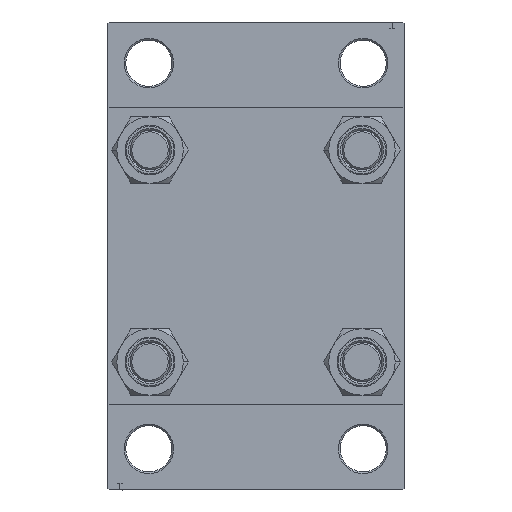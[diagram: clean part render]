
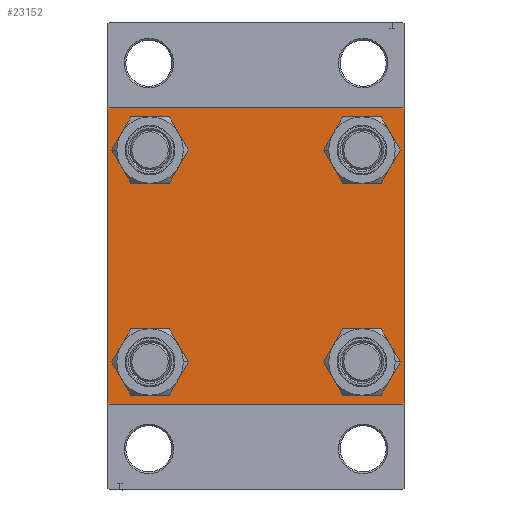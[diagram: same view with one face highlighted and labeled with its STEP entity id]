
A CAD part, left-side view. The second image highlights one B-rep face of the part: STEP entity #23152.
In plain terms, the highlighted planar face has unit normal (-1, 0, 0).
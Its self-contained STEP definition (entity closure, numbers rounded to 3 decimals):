
#379 = EDGE_CURVE ( 'NONE', #17771, #14055, #30077, .T. ) ;
#852 = AXIS2_PLACEMENT_3D ( 'NONE', #25866, #18173, #39874 ) ;
#1671 = LINE ( 'NONE', #34902, #2091 ) ;
#1702 = EDGE_CURVE ( 'NONE', #2342, #30418, #30144, .T. ) ;
#1780 = ORIENTED_EDGE ( 'NONE', *, *, #33156, .T. ) ;
#2011 = EDGE_CURVE ( 'NONE', #30311, #28573, #18570, .T. ) ;
#2091 = VECTOR ( 'NONE', #12033, 1000. ) ;
#2342 = VERTEX_POINT ( 'NONE', #37075 ) ;
#2744 = ORIENTED_EDGE ( 'NONE', *, *, #20967, .F. ) ;
#2908 = CARTESIAN_POINT ( 'NONE',  ( 0., -32.15, 32.15 ) ) ;
#2944 = PLANE ( 'NONE',  #5213 ) ;
#3270 = EDGE_LOOP ( 'NONE', ( #21303, #20118 ) ) ;
#3642 = VECTOR ( 'NONE', #36438, 1000. ) ;
#3777 = DIRECTION ( 'NONE',  ( 1., 0., 0. ) ) ;
#4042 = EDGE_CURVE ( 'NONE', #46691, #28573, #42591, .T. ) ;
#4373 = VERTEX_POINT ( 'NONE', #36253 ) ;
#5213 = AXIS2_PLACEMENT_3D ( 'NONE', #39563, #25094, #32563 ) ;
#5231 = ORIENTED_EDGE ( 'NONE', *, *, #30767, .T. ) ;
#5283 = CARTESIAN_POINT ( 'NONE',  ( 0., 44.75, -44.75 ) ) ;
#5933 = VERTEX_POINT ( 'NONE', #30457 ) ;
#6329 = FACE_BOUND ( 'NONE', #3270, .T. ) ;
#6381 = CARTESIAN_POINT ( 'NONE',  ( 0., -32.15, 32.15 ) ) ;
#6519 = LINE ( 'NONE', #39051, #33717 ) ;
#7679 = ORIENTED_EDGE ( 'NONE', *, *, #30490, .T. ) ;
#10374 = DIRECTION ( 'NONE',  ( 0., 0., 1. ) ) ;
#10570 = CARTESIAN_POINT ( 'NONE',  ( 0., 32.15, 38.65 ) ) ;
#10812 = CARTESIAN_POINT ( 'NONE',  ( 0., -32.15, -38.65 ) ) ;
#10870 = ORIENTED_EDGE ( 'NONE', *, *, #379, .T. ) ;
#11132 = CIRCLE ( 'NONE', #16528, 6.5 ) ;
#11245 = DIRECTION ( 'NONE',  ( 0., 0., 1. ) ) ;
#12033 = DIRECTION ( 'NONE',  ( 0., -1., 0. ) ) ;
#12262 = EDGE_CURVE ( 'NONE', #13258, #14522, #11132, .T. ) ;
#12298 = EDGE_CURVE ( 'NONE', #30418, #2342, #29592, .T. ) ;
#12309 = VERTEX_POINT ( 'NONE', #25536 ) ;
#12335 = CARTESIAN_POINT ( 'NONE',  ( 0., 32.15, 32.15 ) ) ;
#12407 = EDGE_LOOP ( 'NONE', ( #19485, #18911, #22686, #15941, #28111, #28052, #2744, #7679 ) ) ;
#13258 = VERTEX_POINT ( 'NONE', #10570 ) ;
#14022 = FACE_BOUND ( 'NONE', #22468, .T. ) ;
#14055 = VERTEX_POINT ( 'NONE', #10812 ) ;
#14202 = CARTESIAN_POINT ( 'NONE',  ( 0., 44.75, 44.75 ) ) ;
#14257 = FACE_BOUND ( 'NONE', #37115, .T. ) ;
#14522 = VERTEX_POINT ( 'NONE', #19769 ) ;
#14586 = CARTESIAN_POINT ( 'NONE',  ( 0., 32.15, -38.65 ) ) ;
#14696 = AXIS2_PLACEMENT_3D ( 'NONE', #36782, #3777, #11245 ) ;
#15015 = VERTEX_POINT ( 'NONE', #23440 ) ;
#15941 = ORIENTED_EDGE ( 'NONE', *, *, #4042, .T. ) ;
#16268 = VERTEX_POINT ( 'NONE', #19784 ) ;
#16528 = AXIS2_PLACEMENT_3D ( 'NONE', #12335, #16889, #46286 ) ;
#16543 = VECTOR ( 'NONE', #19968, 1000. ) ;
#16889 = DIRECTION ( 'NONE',  ( 1., 0., 0. ) ) ;
#17492 = AXIS2_PLACEMENT_3D ( 'NONE', #37720, #41097, #22531 ) ;
#17771 = VERTEX_POINT ( 'NONE', #18724 ) ;
#18173 = DIRECTION ( 'NONE',  ( 1., 0., 0. ) ) ;
#18570 = LINE ( 'NONE', #22190, #41676 ) ;
#18724 = CARTESIAN_POINT ( 'NONE',  ( 0., -32.15, -25.65 ) ) ;
#18911 = ORIENTED_EDGE ( 'NONE', *, *, #38484, .T. ) ;
#19172 = EDGE_CURVE ( 'NONE', #14522, #13258, #28290, .T. ) ;
#19485 = ORIENTED_EDGE ( 'NONE', *, *, #24348, .T. ) ;
#19769 = CARTESIAN_POINT ( 'NONE',  ( 0., 32.15, 25.65 ) ) ;
#19784 = CARTESIAN_POINT ( 'NONE',  ( 0., 44.5, 45. ) ) ;
#19968 = DIRECTION ( 'NONE',  ( 0., -0.707, -0.707 ) ) ;
#20118 = ORIENTED_EDGE ( 'NONE', *, *, #19172, .T. ) ;
#20344 = CARTESIAN_POINT ( 'NONE',  ( 0., -45., -44.5 ) ) ;
#20967 = EDGE_CURVE ( 'NONE', #16268, #15015, #1671, .T. ) ;
#21303 = ORIENTED_EDGE ( 'NONE', *, *, #12262, .T. ) ;
#21595 = CIRCLE ( 'NONE', #852, 6.5 ) ;
#22190 = CARTESIAN_POINT ( 'NONE',  ( 0., -45., 45. ) ) ;
#22468 = EDGE_LOOP ( 'NONE', ( #33968, #36301 ) ) ;
#22531 = DIRECTION ( 'NONE',  ( 0., 0., 1. ) ) ;
#22659 = AXIS2_PLACEMENT_3D ( 'NONE', #28667, #29144, #28437 ) ;
#22686 = ORIENTED_EDGE ( 'NONE', *, *, #30528, .T. ) ;
#23152 = ADVANCED_FACE ( 'NONE', ( #14022, #14257, #42944, #6329, #39097 ), #2944, .T. ) ;
#23440 = CARTESIAN_POINT ( 'NONE',  ( 0., -44.5, 45. ) ) ;
#23573 = LINE ( 'NONE', #5283, #16543 ) ;
#24348 = EDGE_CURVE ( 'NONE', #5933, #44058, #6519, .T. ) ;
#24571 = DIRECTION ( 'NONE',  ( 0., 0.707, -0.707 ) ) ;
#24677 = AXIS2_PLACEMENT_3D ( 'NONE', #28580, #32429, #28349 ) ;
#24829 = ORIENTED_EDGE ( 'NONE', *, *, #37306, .T. ) ;
#25094 = DIRECTION ( 'NONE',  ( -1., 0., 0. ) ) ;
#25536 = CARTESIAN_POINT ( 'NONE',  ( 0., 44.5, -45. ) ) ;
#25595 = VECTOR ( 'NONE', #31505, 1000. ) ;
#25866 = CARTESIAN_POINT ( 'NONE',  ( 0., 32.15, -32.15 ) ) ;
#28052 = ORIENTED_EDGE ( 'NONE', *, *, #44096, .T. ) ;
#28111 = ORIENTED_EDGE ( 'NONE', *, *, #2011, .F. ) ;
#28290 = CIRCLE ( 'NONE', #17492, 6.5 ) ;
#28349 = DIRECTION ( 'NONE',  ( 0., 0., 1. ) ) ;
#28437 = DIRECTION ( 'NONE',  ( 0., 0., 1. ) ) ;
#28536 = DIRECTION ( 'NONE',  ( 0., 0., 1. ) ) ;
#28573 = VERTEX_POINT ( 'NONE', #20344 ) ;
#28580 = CARTESIAN_POINT ( 'NONE',  ( 0., -32.15, -32.15 ) ) ;
#28659 = CARTESIAN_POINT ( 'NONE',  ( 0., 45., -45. ) ) ;
#28667 = CARTESIAN_POINT ( 'NONE',  ( 0., -32.15, -32.15 ) ) ;
#29144 = DIRECTION ( 'NONE',  ( 1., 0., 0. ) ) ;
#29592 = CIRCLE ( 'NONE', #43460, 6.5 ) ;
#30068 = VECTOR ( 'NONE', #35895, 1000. ) ;
#30077 = CIRCLE ( 'NONE', #24677, 6.5 ) ;
#30144 = CIRCLE ( 'NONE', #37061, 6.5 ) ;
#30311 = VERTEX_POINT ( 'NONE', #46031 ) ;
#30418 = VERTEX_POINT ( 'NONE', #31809 ) ;
#30457 = CARTESIAN_POINT ( 'NONE',  ( 0., 45., 44.5 ) ) ;
#30490 = EDGE_CURVE ( 'NONE', #16268, #5933, #32042, .T. ) ;
#30528 = EDGE_CURVE ( 'NONE', #12309, #46691, #39508, .T. ) ;
#30767 = EDGE_CURVE ( 'NONE', #44776, #4373, #21595, .T. ) ;
#31133 = CIRCLE ( 'NONE', #22659, 6.5 ) ;
#31505 = DIRECTION ( 'NONE',  ( 0., -0.707, 0.707 ) ) ;
#31809 = CARTESIAN_POINT ( 'NONE',  ( 0., -32.15, 25.65 ) ) ;
#31877 = CARTESIAN_POINT ( 'NONE',  ( 0., 45., -44.5 ) ) ;
#32042 = LINE ( 'NONE', #14202, #46234 ) ;
#32429 = DIRECTION ( 'NONE',  ( 1., 0., 0. ) ) ;
#32563 = DIRECTION ( 'NONE',  ( 0., 0., 1. ) ) ;
#33125 = CIRCLE ( 'NONE', #14696, 6.5 ) ;
#33156 = EDGE_CURVE ( 'NONE', #4373, #44776, #33125, .T. ) ;
#33717 = VECTOR ( 'NONE', #35201, 1000. ) ;
#33968 = ORIENTED_EDGE ( 'NONE', *, *, #1702, .T. ) ;
#34902 = CARTESIAN_POINT ( 'NONE',  ( 0., 45., 45. ) ) ;
#35201 = DIRECTION ( 'NONE',  ( 0., 0., -1. ) ) ;
#35895 = DIRECTION ( 'NONE',  ( 0., -1., 0. ) ) ;
#35968 = CARTESIAN_POINT ( 'NONE',  ( 0., -44.75, 44.75 ) ) ;
#36072 = CARTESIAN_POINT ( 'NONE',  ( 0., -44.75, -44.75 ) ) ;
#36204 = LINE ( 'NONE', #35968, #3642 ) ;
#36253 = CARTESIAN_POINT ( 'NONE',  ( 0., 32.15, -25.65 ) ) ;
#36301 = ORIENTED_EDGE ( 'NONE', *, *, #12298, .T. ) ;
#36438 = DIRECTION ( 'NONE',  ( 0., 0.707, 0.707 ) ) ;
#36782 = CARTESIAN_POINT ( 'NONE',  ( 0., 32.15, -32.15 ) ) ;
#37061 = AXIS2_PLACEMENT_3D ( 'NONE', #6381, #39619, #28536 ) ;
#37075 = CARTESIAN_POINT ( 'NONE',  ( 0., -32.15, 38.65 ) ) ;
#37115 = EDGE_LOOP ( 'NONE', ( #10870, #24829 ) ) ;
#37306 = EDGE_CURVE ( 'NONE', #14055, #17771, #31133, .T. ) ;
#37720 = CARTESIAN_POINT ( 'NONE',  ( 0., 32.15, 32.15 ) ) ;
#38484 = EDGE_CURVE ( 'NONE', #44058, #12309, #23573, .T. ) ;
#39051 = CARTESIAN_POINT ( 'NONE',  ( 0., 45., 45. ) ) ;
#39097 = FACE_OUTER_BOUND ( 'NONE', #12407, .T. ) ;
#39312 = EDGE_LOOP ( 'NONE', ( #1780, #5231 ) ) ;
#39508 = LINE ( 'NONE', #28659, #30068 ) ;
#39563 = CARTESIAN_POINT ( 'NONE',  ( 0., 0., 0. ) ) ;
#39619 = DIRECTION ( 'NONE',  ( 1., 0., 0. ) ) ;
#39874 = DIRECTION ( 'NONE',  ( 0., 0., 1. ) ) ;
#41097 = DIRECTION ( 'NONE',  ( 1., 0., 0. ) ) ;
#41676 = VECTOR ( 'NONE', #44597, 1000. ) ;
#42591 = LINE ( 'NONE', #36072, #25595 ) ;
#42944 = FACE_BOUND ( 'NONE', #39312, .T. ) ;
#43460 = AXIS2_PLACEMENT_3D ( 'NONE', #2908, #47475, #10374 ) ;
#43723 = CARTESIAN_POINT ( 'NONE',  ( 0., -44.5, -45. ) ) ;
#44058 = VERTEX_POINT ( 'NONE', #31877 ) ;
#44096 = EDGE_CURVE ( 'NONE', #30311, #15015, #36204, .T. ) ;
#44597 = DIRECTION ( 'NONE',  ( 0., 0., -1. ) ) ;
#44776 = VERTEX_POINT ( 'NONE', #14586 ) ;
#46031 = CARTESIAN_POINT ( 'NONE',  ( 0., -45., 44.5 ) ) ;
#46234 = VECTOR ( 'NONE', #24571, 1000. ) ;
#46286 = DIRECTION ( 'NONE',  ( 0., 0., 1. ) ) ;
#46691 = VERTEX_POINT ( 'NONE', #43723 ) ;
#47475 = DIRECTION ( 'NONE',  ( 1., 0., 0. ) ) ;
